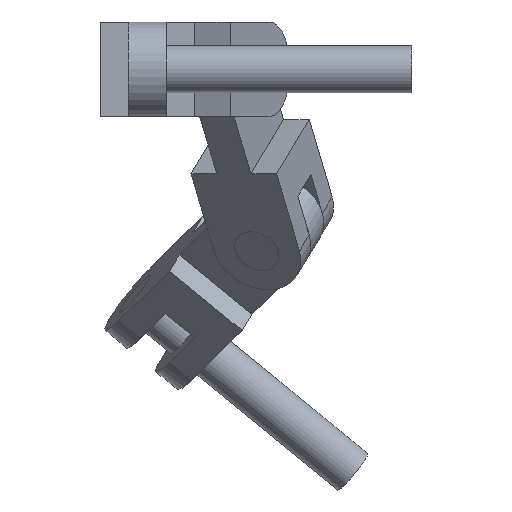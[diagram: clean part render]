
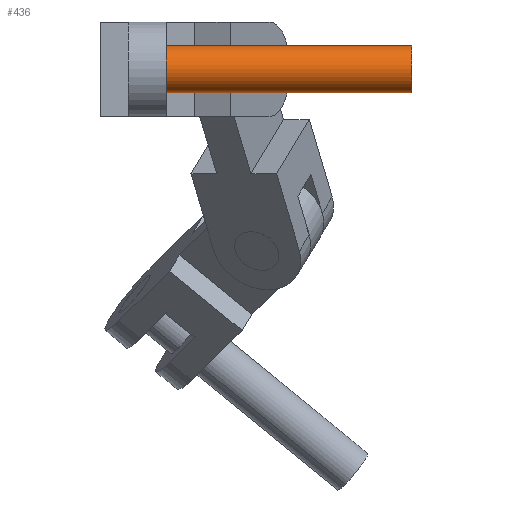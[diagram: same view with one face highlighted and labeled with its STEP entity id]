
A CAD part, left-side view. The second image highlights one B-rep face of the part: STEP entity #436.
In plain terms, the highlighted cylindrical face has radius 25 mm (diameter 50 mm), a partial arc.
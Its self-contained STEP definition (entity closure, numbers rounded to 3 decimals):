
#9 = VERTEX_POINT ( 'NONE', #894 ) ;
#31 = AXIS2_PLACEMENT_3D ( 'NONE', #957, #369, #971 ) ;
#42 = DIRECTION ( 'NONE',  ( 0., 1., 0. ) ) ;
#47 = CARTESIAN_POINT ( 'NONE',  ( 0., -300., 0. ) ) ;
#79 = CIRCLE ( 'NONE', #31, 25. ) ;
#114 = CARTESIAN_POINT ( 'NONE',  ( 0., -300., 25. ) ) ;
#136 = AXIS2_PLACEMENT_3D ( 'NONE', #47, #42, #710 ) ;
#171 = CARTESIAN_POINT ( 'NONE',  ( 0., 0., 25. ) ) ;
#198 = FACE_OUTER_BOUND ( 'NONE', #471, .T. ) ;
#245 = DIRECTION ( 'NONE',  ( 0., 0., 1. ) ) ;
#279 = VERTEX_POINT ( 'NONE', #171 ) ;
#280 = LINE ( 'NONE', #114, #531 ) ;
#355 = VECTOR ( 'NONE', #627, 1000. ) ;
#369 = DIRECTION ( 'NONE',  ( 0., 1., 0. ) ) ;
#389 = LINE ( 'NONE', #1062, #355 ) ;
#429 = DIRECTION ( 'NONE',  ( 0., 1., 0. ) ) ;
#436 = ADVANCED_FACE ( 'NONE', ( #198 ), #701, .T. ) ;
#438 = ORIENTED_EDGE ( 'NONE', *, *, #572, .T. ) ;
#461 = ORIENTED_EDGE ( 'NONE', *, *, #960, .F. ) ;
#471 = EDGE_LOOP ( 'NONE', ( #716, #438, #720, #461 ) ) ;
#531 = VECTOR ( 'NONE', #704, 1000. ) ;
#544 = EDGE_CURVE ( 'NONE', #659, #9, #389, .T. ) ;
#572 = EDGE_CURVE ( 'NONE', #659, #913, #79, .T. ) ;
#627 = DIRECTION ( 'NONE',  ( 0., 1., 0. ) ) ;
#659 = VERTEX_POINT ( 'NONE', #889 ) ;
#701 = CYLINDRICAL_SURFACE ( 'NONE', #136, 25. ) ;
#704 = DIRECTION ( 'NONE',  ( 0., 1., 0. ) ) ;
#710 = DIRECTION ( 'NONE',  ( 0., 0., 1. ) ) ;
#716 = ORIENTED_EDGE ( 'NONE', *, *, #544, .F. ) ;
#720 = ORIENTED_EDGE ( 'NONE', *, *, #1009, .T. ) ;
#774 = CARTESIAN_POINT ( 'NONE',  ( 0., 0., 0. ) ) ;
#854 = CARTESIAN_POINT ( 'NONE',  ( 0., -300., 25. ) ) ;
#889 = CARTESIAN_POINT ( 'NONE',  ( 0., -300., -25. ) ) ;
#894 = CARTESIAN_POINT ( 'NONE',  ( 0., 0., -25. ) ) ;
#913 = VERTEX_POINT ( 'NONE', #854 ) ;
#926 = CIRCLE ( 'NONE', #1001, 25. ) ;
#957 = CARTESIAN_POINT ( 'NONE',  ( 0., -300., 0. ) ) ;
#960 = EDGE_CURVE ( 'NONE', #9, #279, #926, .T. ) ;
#971 = DIRECTION ( 'NONE',  ( 0., 0., 1. ) ) ;
#1001 = AXIS2_PLACEMENT_3D ( 'NONE', #774, #429, #245 ) ;
#1009 = EDGE_CURVE ( 'NONE', #913, #279, #280, .T. ) ;
#1062 = CARTESIAN_POINT ( 'NONE',  ( 0., -300., -25. ) ) ;
